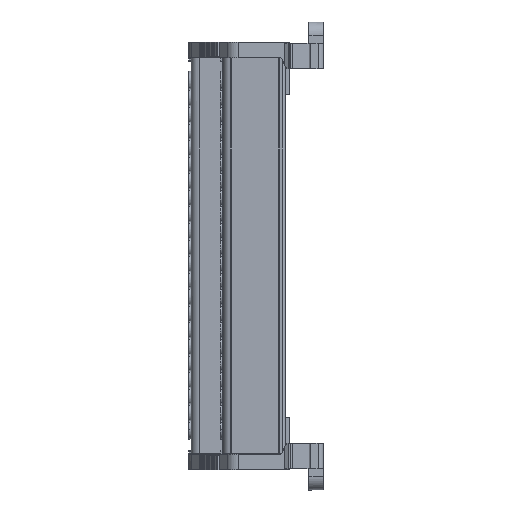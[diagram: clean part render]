
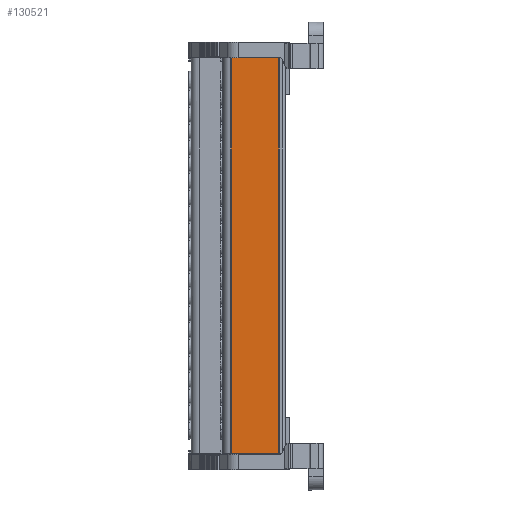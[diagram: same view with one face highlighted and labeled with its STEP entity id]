
A CAD part, left-side view. The second image highlights one B-rep face of the part: STEP entity #130521.
In plain terms, the highlighted planar face has unit normal (-1, 0.018, 0).
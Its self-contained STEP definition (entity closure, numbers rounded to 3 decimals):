
#6395 = VECTOR ( 'NONE', #86073, 1000. ) ;
#6440 = VECTOR ( 'NONE', #91760, 1000. ) ;
#9066 = CARTESIAN_POINT ( 'NONE',  ( -64.073, 14.456, -35.794 ) ) ;
#9096 = CARTESIAN_POINT ( 'NONE',  ( -64.073, 14.456, 113.272 ) ) ;
#22364 = EDGE_CURVE ( 'NONE', #35638, #35653, #85967, .T. ) ;
#22509 = EDGE_CURVE ( 'NONE', #58833, #58873, #91831, .T. ) ;
#26576 = ORIENTED_EDGE ( 'NONE', *, *, #43149, .T. ) ;
#26590 = ORIENTED_EDGE ( 'NONE', *, *, #43025, .T. ) ;
#26595 = ORIENTED_EDGE ( 'NONE', *, *, #22509, .T. ) ;
#26632 = ORIENTED_EDGE ( 'NONE', *, *, #22364, .T. ) ;
#27187 = DIRECTION ( 'NONE',  ( 0.017, 1., 0. ) ) ;
#27189 = CARTESIAN_POINT ( 'NONE',  ( -64.073, 14.456, 113.272 ) ) ;
#27207 = LINE ( 'NONE', #27189, #32004 ) ;
#27355 = LINE ( 'NONE', #27470, #32183 ) ;
#27470 = CARTESIAN_POINT ( 'NONE',  ( -63.741, 33.485, -35.794 ) ) ;
#27523 = DIRECTION ( 'NONE',  ( -0.017, -1., 0. ) ) ;
#32004 = VECTOR ( 'NONE', #27187, 1000. ) ;
#32183 = VECTOR ( 'NONE', #27523, 1000. ) ;
#35638 = VERTEX_POINT ( 'NONE', #9066 ) ;
#35653 = VERTEX_POINT ( 'NONE', #9096 ) ;
#38027 = EDGE_LOOP ( 'NONE', ( #26632, #26590, #26595, #26576 ) ) ;
#43025 = EDGE_CURVE ( 'NONE', #35653, #58833, #27207, .T. ) ;
#43149 = EDGE_CURVE ( 'NONE', #58873, #35638, #27355, .T. ) ;
#58833 = VERTEX_POINT ( 'NONE', #70913 ) ;
#58873 = VERTEX_POINT ( 'NONE', #70975 ) ;
#70913 = CARTESIAN_POINT ( 'NONE',  ( -63.741, 33.485, 113.272 ) ) ;
#70975 = CARTESIAN_POINT ( 'NONE',  ( -63.741, 33.485, -35.794 ) ) ;
#85967 = LINE ( 'NONE', #86076, #6395 ) ;
#86073 = DIRECTION ( 'NONE',  ( 0., 0., 1. ) ) ;
#86076 = CARTESIAN_POINT ( 'NONE',  ( -64.073, 14.456, 189.883 ) ) ;
#91760 = DIRECTION ( 'NONE',  ( 0., 0., -1. ) ) ;
#91812 = CARTESIAN_POINT ( 'NONE',  ( -63.741, 33.485, 189.883 ) ) ;
#91831 = LINE ( 'NONE', #91812, #6440 ) ;
#102237 = PLANE ( 'NONE',  #104804 ) ;
#102241 = DIRECTION ( 'NONE',  ( -0.017, -1., 0. ) ) ;
#102277 = CARTESIAN_POINT ( 'NONE',  ( -64.073, 14.456, 189.883 ) ) ;
#102284 = FACE_OUTER_BOUND ( 'NONE', #38027, .T. ) ;
#102331 = DIRECTION ( 'NONE',  ( -1., 0.017, 0. ) ) ;
#104804 = AXIS2_PLACEMENT_3D ( 'NONE', #102277, #102331, #102241 ) ;
#130521 = ADVANCED_FACE ( 'NONE', ( #102284 ), #102237, .T. ) ;
